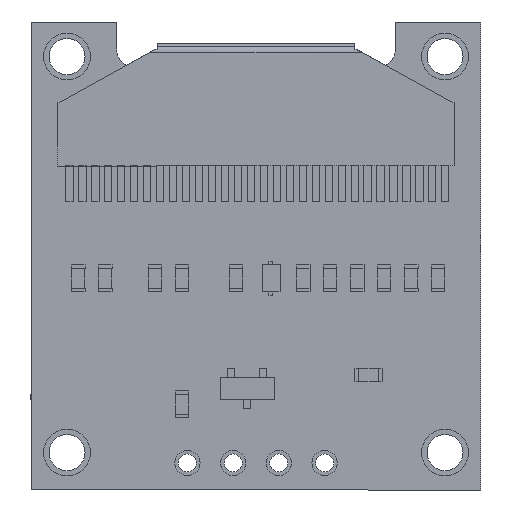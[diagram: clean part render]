
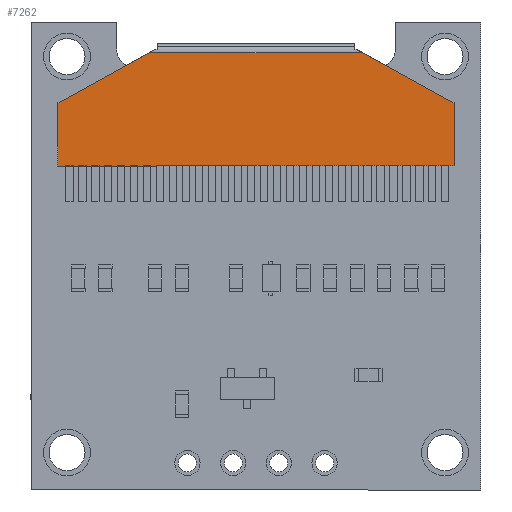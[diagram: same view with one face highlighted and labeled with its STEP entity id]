
A CAD part, front view. The second image highlights one B-rep face of the part: STEP entity #7262.
In plain terms, the highlighted planar face has unit normal (0, -1, 0).
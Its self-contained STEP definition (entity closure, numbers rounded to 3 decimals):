
#86 = CARTESIAN_POINT ( 'NONE',  ( -11., -0.05, 8.5 ) ) ;
#199 = CARTESIAN_POINT ( 'NONE',  ( -11., -0.05, 5. ) ) ;
#280 = VERTEX_POINT ( 'NONE', #905 ) ;
#285 = DIRECTION ( 'NONE',  ( 0., 0., -1. ) ) ;
#371 = FACE_OUTER_BOUND ( 'NONE', #10554, .T. ) ;
#608 = VERTEX_POINT ( 'NONE', #14550 ) ;
#711 = ORIENTED_EDGE ( 'NONE', *, *, #10853, .T. ) ;
#905 = CARTESIAN_POINT ( 'NONE',  ( 11., -0.05, 5. ) ) ;
#941 = DIRECTION ( 'NONE',  ( 0., 0., 1. ) ) ;
#1242 = DIRECTION ( 'NONE',  ( 0., -1., 0. ) ) ;
#1587 = ORIENTED_EDGE ( 'NONE', *, *, #7173, .T. ) ;
#1889 = VECTOR ( 'NONE', #7298, 1000. ) ;
#2760 = VERTEX_POINT ( 'NONE', #9876 ) ;
#3166 = DIRECTION ( 'NONE',  ( 0., 0., -1. ) ) ;
#3507 = LINE ( 'NONE', #4634, #6304 ) ;
#3529 = ORIENTED_EDGE ( 'NONE', *, *, #7615, .T. ) ;
#3931 = AXIS2_PLACEMENT_3D ( 'NONE', #7312, #1242, #3166 ) ;
#4328 = EDGE_CURVE ( 'NONE', #280, #8326, #15723, .T. ) ;
#4634 = CARTESIAN_POINT ( 'NONE',  ( -5.897, -0.05, 11.3 ) ) ;
#5175 = CARTESIAN_POINT ( 'NONE',  ( -11., -0.05, 8.5 ) ) ;
#5282 = VERTEX_POINT ( 'NONE', #86 ) ;
#5339 = ORIENTED_EDGE ( 'NONE', *, *, #8152, .F. ) ;
#5519 = LINE ( 'NONE', #14059, #14318 ) ;
#5871 = VECTOR ( 'NONE', #941, 1000. ) ;
#5905 = DIRECTION ( 'NONE',  ( -0.877, 0., -0.481 ) ) ;
#5915 = CARTESIAN_POINT ( 'NONE',  ( -5.897, -0.05, 11.3 ) ) ;
#6304 = VECTOR ( 'NONE', #5905, 1000. ) ;
#6421 = ORIENTED_EDGE ( 'NONE', *, *, #4328, .T. ) ;
#6498 = VECTOR ( 'NONE', #15584, 1000. ) ;
#7173 = EDGE_CURVE ( 'NONE', #5282, #14148, #12433, .T. ) ;
#7262 = ADVANCED_FACE ( 'NONE', ( #371 ), #13397, .T. ) ;
#7298 = DIRECTION ( 'NONE',  ( -0.877, 0., 0.481 ) ) ;
#7312 = CARTESIAN_POINT ( 'NONE',  ( 0., -0.05, 7.898 ) ) ;
#7365 = DIRECTION ( 'NONE',  ( 1., 0., 0. ) ) ;
#7615 = EDGE_CURVE ( 'NONE', #8326, #608, #9859, .T. ) ;
#8152 = EDGE_CURVE ( 'NONE', #2760, #608, #12060, .T. ) ;
#8326 = VERTEX_POINT ( 'NONE', #10527 ) ;
#9859 = LINE ( 'NONE', #14738, #1889 ) ;
#9876 = CARTESIAN_POINT ( 'NONE',  ( -5.897, -0.05, 11.3 ) ) ;
#10527 = CARTESIAN_POINT ( 'NONE',  ( 11., -0.05, 8.5 ) ) ;
#10554 = EDGE_LOOP ( 'NONE', ( #3529, #5339, #711, #1587, #15639, #6421 ) ) ;
#10853 = EDGE_CURVE ( 'NONE', #2760, #5282, #3507, .T. ) ;
#12060 = LINE ( 'NONE', #5915, #6498 ) ;
#12433 = LINE ( 'NONE', #5175, #14642 ) ;
#13397 = PLANE ( 'NONE',  #3931 ) ;
#14059 = CARTESIAN_POINT ( 'NONE',  ( -11., -0.05, 5. ) ) ;
#14148 = VERTEX_POINT ( 'NONE', #199 ) ;
#14287 = CARTESIAN_POINT ( 'NONE',  ( 11., -0.05, 5. ) ) ;
#14318 = VECTOR ( 'NONE', #7365, 1000. ) ;
#14550 = CARTESIAN_POINT ( 'NONE',  ( 5.897, -0.05, 11.3 ) ) ;
#14592 = EDGE_CURVE ( 'NONE', #14148, #280, #5519, .T. ) ;
#14642 = VECTOR ( 'NONE', #285, 1000. ) ;
#14738 = CARTESIAN_POINT ( 'NONE',  ( 11., -0.05, 8.5 ) ) ;
#15584 = DIRECTION ( 'NONE',  ( 1., 0., 0. ) ) ;
#15639 = ORIENTED_EDGE ( 'NONE', *, *, #14592, .T. ) ;
#15723 = LINE ( 'NONE', #14287, #5871 ) ;
